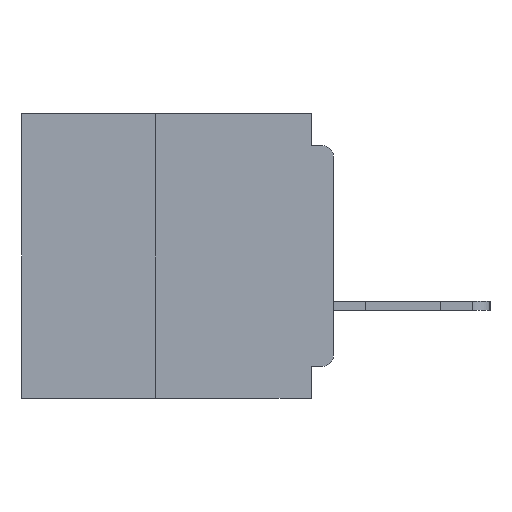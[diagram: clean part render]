
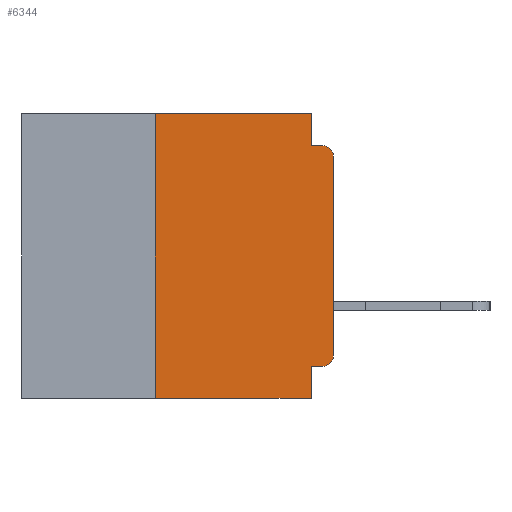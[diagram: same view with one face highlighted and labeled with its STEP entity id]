
A CAD part, left-side view. The second image highlights one B-rep face of the part: STEP entity #6344.
In plain terms, the highlighted planar face has unit normal (-1, 0, 0).
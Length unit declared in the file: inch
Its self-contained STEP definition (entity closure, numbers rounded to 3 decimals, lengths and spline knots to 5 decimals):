
#586 = DIRECTION ( 'NONE',  ( 0., 0., -1. ) ) ;
#1356 = VERTEX_POINT ( 'NONE', #5682 ) ;
#1759 = ORIENTED_EDGE ( 'NONE', *, *, #27566, .T. ) ;
#1803 = DIRECTION ( 'NONE',  ( -1., 0., 0. ) ) ;
#1879 = LINE ( 'NONE', #14079, #16091 ) ;
#2095 = DIRECTION ( 'NONE',  ( 0., 0., -1. ) ) ;
#3449 = ORIENTED_EDGE ( 'NONE', *, *, #25949, .T. ) ;
#4788 = VECTOR ( 'NONE', #2095, 39.37008 ) ;
#5682 = CARTESIAN_POINT ( 'NONE',  ( 0., 0., -0.34 ) ) ;
#6093 = VECTOR ( 'NONE', #20592, 39.37008 ) ;
#6344 = ADVANCED_FACE ( 'NONE', ( #30916 ), #6375, .F. ) ;
#6375 = PLANE ( 'NONE',  #15718 ) ;
#6762 = CARTESIAN_POINT ( 'NONE',  ( 0., 0.25, -0.4 ) ) ;
#6993 = LINE ( 'NONE', #31634, #6093 ) ;
#7079 = EDGE_CURVE ( 'NONE', #15018, #19424, #13883, .T. ) ;
#7825 = VECTOR ( 'NONE', #28295, 39.37008 ) ;
#8250 = EDGE_CURVE ( 'NONE', #31067, #34334, #17786, .T. ) ;
#8418 = EDGE_CURVE ( 'NONE', #26059, #1356, #32102, .T. ) ;
#8510 = VECTOR ( 'NONE', #20827, 39.37008 ) ;
#8913 = EDGE_CURVE ( 'NONE', #15018, #28267, #32073, .T. ) ;
#9090 = VERTEX_POINT ( 'NONE', #35374 ) ;
#11574 = CARTESIAN_POINT ( 'NONE',  ( 0., 0., 0. ) ) ;
#12050 = DIRECTION ( 'NONE',  ( 0., 0., -1. ) ) ;
#12651 = EDGE_CURVE ( 'NONE', #9090, #31067, #6993, .T. ) ;
#13538 = ORIENTED_EDGE ( 'NONE', *, *, #8418, .T. ) ;
#13883 = LINE ( 'NONE', #15625, #35131 ) ;
#14055 = CARTESIAN_POINT ( 'NONE',  ( 0., 0.015, -0.045 ) ) ;
#14079 = CARTESIAN_POINT ( 'NONE',  ( 0., 0., -0.355 ) ) ;
#15018 = VERTEX_POINT ( 'NONE', #29321 ) ;
#15302 = DIRECTION ( 'NONE',  ( 0., -1., 0. ) ) ;
#15625 = CARTESIAN_POINT ( 'NONE',  ( 0., 0.437, -0.4 ) ) ;
#15718 = AXIS2_PLACEMENT_3D ( 'NONE', #26012, #28741, #12050 ) ;
#15753 = ORIENTED_EDGE ( 'NONE', *, *, #8913, .F. ) ;
#15863 = EDGE_CURVE ( 'NONE', #26059, #32563, #1879, .T. ) ;
#16091 = VECTOR ( 'NONE', #19678, 39.37008 ) ;
#17560 = DIRECTION ( 'NONE',  ( -1., 0., 0. ) ) ;
#17786 = LINE ( 'NONE', #18019, #8510 ) ;
#18002 = ORIENTED_EDGE ( 'NONE', *, *, #12651, .F. ) ;
#18019 = CARTESIAN_POINT ( 'NONE',  ( 0., 0., -0.045 ) ) ;
#18413 = DIRECTION ( 'NONE',  ( 0., -1., 0. ) ) ;
#18510 = ORIENTED_EDGE ( 'NONE', *, *, #7079, .T. ) ;
#18735 = CARTESIAN_POINT ( 'NONE',  ( 0., 0.015, -0.34 ) ) ;
#19324 = CARTESIAN_POINT ( 'NONE',  ( 0., 0.031, -0.4 ) ) ;
#19424 = VERTEX_POINT ( 'NONE', #19324 ) ;
#19678 = DIRECTION ( 'NONE',  ( 0., 1., 0. ) ) ;
#19767 = LINE ( 'NONE', #29958, #4788 ) ;
#19779 = EDGE_CURVE ( 'NONE', #28267, #9090, #35279, .T. ) ;
#20592 = DIRECTION ( 'NONE',  ( 0., 0., -1. ) ) ;
#20827 = DIRECTION ( 'NONE',  ( 0., -1., 0. ) ) ;
#20980 = EDGE_LOOP ( 'NONE', ( #1759, #3449, #35829, #18002, #30112, #15753, #18510, #27772, #35767, #13538 ) ) ;
#21560 = DIRECTION ( 'NONE',  ( 0., 0., -1. ) ) ;
#22668 = VERTEX_POINT ( 'NONE', #27338 ) ;
#22990 = VECTOR ( 'NONE', #34669, 39.37008 ) ;
#23183 = CARTESIAN_POINT ( 'NONE',  ( 0., 0.25, 0. ) ) ;
#23660 = CARTESIAN_POINT ( 'NONE',  ( 0., 0.015, -0.355 ) ) ;
#25949 = EDGE_CURVE ( 'NONE', #22668, #34334, #26819, .T. ) ;
#26012 = CARTESIAN_POINT ( 'NONE',  ( 0., 0.437, 0. ) ) ;
#26059 = VERTEX_POINT ( 'NONE', #23660 ) ;
#26246 = VECTOR ( 'NONE', #15302, 39.37008 ) ;
#26451 = CARTESIAN_POINT ( 'NONE',  ( 0., 0.031, -0.045 ) ) ;
#26819 = CIRCLE ( 'NONE', #27910, 0.015 ) ;
#27338 = CARTESIAN_POINT ( 'NONE',  ( 0., 0., -0.06 ) ) ;
#27566 = EDGE_CURVE ( 'NONE', #1356, #22668, #31007, .T. ) ;
#27772 = ORIENTED_EDGE ( 'NONE', *, *, #35833, .F. ) ;
#27910 = AXIS2_PLACEMENT_3D ( 'NONE', #34158, #17560, #586 ) ;
#28267 = VERTEX_POINT ( 'NONE', #23183 ) ;
#28295 = DIRECTION ( 'NONE',  ( 0., 0., 1. ) ) ;
#28741 = DIRECTION ( 'NONE',  ( 1., 0., 0. ) ) ;
#29321 = CARTESIAN_POINT ( 'NONE',  ( 0., 0.25, -0.4 ) ) ;
#29958 = CARTESIAN_POINT ( 'NONE',  ( 0., 0.031, -0.4 ) ) ;
#30112 = ORIENTED_EDGE ( 'NONE', *, *, #19779, .F. ) ;
#30916 = FACE_OUTER_BOUND ( 'NONE', #20980, .T. ) ;
#31007 = LINE ( 'NONE', #11574, #7825 ) ;
#31067 = VERTEX_POINT ( 'NONE', #26451 ) ;
#31177 = CARTESIAN_POINT ( 'NONE',  ( 0., 0.031, -0.355 ) ) ;
#31634 = CARTESIAN_POINT ( 'NONE',  ( 0., 0.031, 0. ) ) ;
#31929 = CARTESIAN_POINT ( 'NONE',  ( 0., 0.437, 0. ) ) ;
#32073 = LINE ( 'NONE', #6762, #22990 ) ;
#32102 = CIRCLE ( 'NONE', #35687, 0.015 ) ;
#32563 = VERTEX_POINT ( 'NONE', #31177 ) ;
#34158 = CARTESIAN_POINT ( 'NONE',  ( 0., 0.015, -0.06 ) ) ;
#34334 = VERTEX_POINT ( 'NONE', #14055 ) ;
#34669 = DIRECTION ( 'NONE',  ( 0., 0., 1. ) ) ;
#35131 = VECTOR ( 'NONE', #18413, 39.37008 ) ;
#35279 = LINE ( 'NONE', #31929, #26246 ) ;
#35374 = CARTESIAN_POINT ( 'NONE',  ( 0., 0.031, 0. ) ) ;
#35687 = AXIS2_PLACEMENT_3D ( 'NONE', #18735, #1803, #21560 ) ;
#35767 = ORIENTED_EDGE ( 'NONE', *, *, #15863, .F. ) ;
#35829 = ORIENTED_EDGE ( 'NONE', *, *, #8250, .F. ) ;
#35833 = EDGE_CURVE ( 'NONE', #32563, #19424, #19767, .T. ) ;
